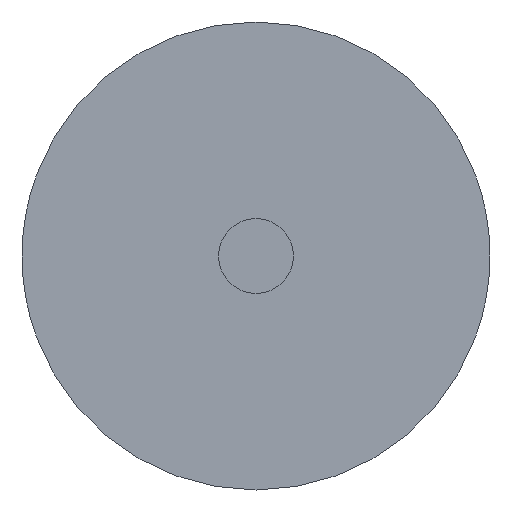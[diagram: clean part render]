
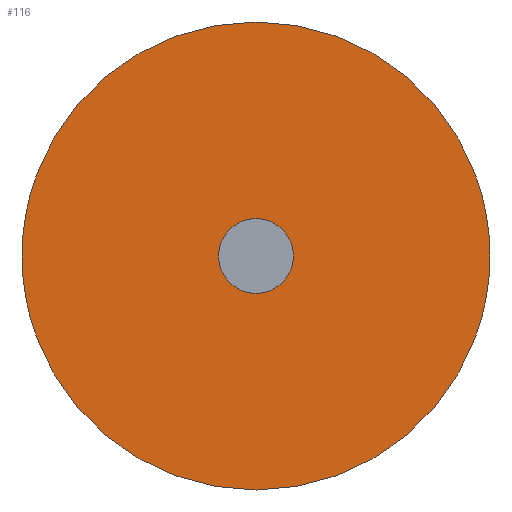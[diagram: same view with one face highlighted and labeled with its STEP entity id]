
A CAD part, front view. The second image highlights one B-rep face of the part: STEP entity #116.
In plain terms, the highlighted planar face has unit normal (0, -1, 0).
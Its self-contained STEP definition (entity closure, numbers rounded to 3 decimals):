
#12 = AXIS2_PLACEMENT_3D ( 'NONE', #42, #188, #170 ) ;
#17 = CARTESIAN_POINT ( 'NONE',  ( 0., 0., 0. ) ) ;
#38 = VERTEX_POINT ( 'NONE', #138 ) ;
#42 = CARTESIAN_POINT ( 'NONE',  ( 0., 0., 0. ) ) ;
#45 = DIRECTION ( 'NONE',  ( 0., 0., -1. ) ) ;
#59 = VERTEX_POINT ( 'NONE', #314 ) ;
#91 = AXIS2_PLACEMENT_3D ( 'NONE', #319, #229, #318 ) ;
#97 = AXIS2_PLACEMENT_3D ( 'NONE', #114, #286, #45 ) ;
#101 = AXIS2_PLACEMENT_3D ( 'NONE', #147, #297, #294 ) ;
#110 = ORIENTED_EDGE ( 'NONE', *, *, #236, .T. ) ;
#111 = EDGE_LOOP ( 'NONE', ( #134, #159 ) ) ;
#114 = CARTESIAN_POINT ( 'NONE',  ( 0., 0., 0. ) ) ;
#115 = FACE_BOUND ( 'NONE', #111, .T. ) ;
#116 = ADVANCED_FACE ( 'NONE', ( #115, #238 ), #262, .T. ) ;
#134 = ORIENTED_EDGE ( 'NONE', *, *, #165, .F. ) ;
#138 = CARTESIAN_POINT ( 'NONE',  ( 0., 0., -10. ) ) ;
#147 = CARTESIAN_POINT ( 'NONE',  ( 0., 0., 0. ) ) ;
#156 = ORIENTED_EDGE ( 'NONE', *, *, #256, .T. ) ;
#159 = ORIENTED_EDGE ( 'NONE', *, *, #176, .F. ) ;
#165 = EDGE_CURVE ( 'NONE', #307, #292, #201, .T. ) ;
#169 = EDGE_LOOP ( 'NONE', ( #110, #156 ) ) ;
#170 = DIRECTION ( 'NONE',  ( 0., 0., -1. ) ) ;
#176 = EDGE_CURVE ( 'NONE', #292, #307, #179, .T. ) ;
#179 = CIRCLE ( 'NONE', #224, 1.6 ) ;
#188 = DIRECTION ( 'NONE',  ( 0., -1., 0. ) ) ;
#201 = CIRCLE ( 'NONE', #97, 1.6 ) ;
#215 = DIRECTION ( 'NONE',  ( 0., -1., 0. ) ) ;
#218 = CIRCLE ( 'NONE', #91, 10. ) ;
#224 = AXIS2_PLACEMENT_3D ( 'NONE', #17, #215, #312 ) ;
#229 = DIRECTION ( 'NONE',  ( 0., -1., 0. ) ) ;
#236 = EDGE_CURVE ( 'NONE', #38, #59, #289, .T. ) ;
#238 = FACE_OUTER_BOUND ( 'NONE', #169, .T. ) ;
#252 = CARTESIAN_POINT ( 'NONE',  ( 0., 0., 1.6 ) ) ;
#256 = EDGE_CURVE ( 'NONE', #59, #38, #218, .T. ) ;
#262 = PLANE ( 'NONE',  #12 ) ;
#276 = CARTESIAN_POINT ( 'NONE',  ( 0., 0., -1.6 ) ) ;
#286 = DIRECTION ( 'NONE',  ( 0., -1., 0. ) ) ;
#289 = CIRCLE ( 'NONE', #101, 10. ) ;
#292 = VERTEX_POINT ( 'NONE', #252 ) ;
#294 = DIRECTION ( 'NONE',  ( 0., 0., -1. ) ) ;
#297 = DIRECTION ( 'NONE',  ( 0., -1., 0. ) ) ;
#307 = VERTEX_POINT ( 'NONE', #276 ) ;
#312 = DIRECTION ( 'NONE',  ( 0., 0., -1. ) ) ;
#314 = CARTESIAN_POINT ( 'NONE',  ( 0., 0., 10. ) ) ;
#318 = DIRECTION ( 'NONE',  ( 0., 0., -1. ) ) ;
#319 = CARTESIAN_POINT ( 'NONE',  ( 0., 0., 0. ) ) ;
